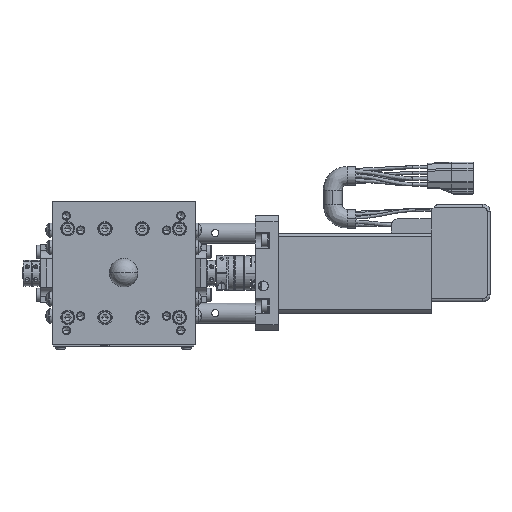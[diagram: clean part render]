
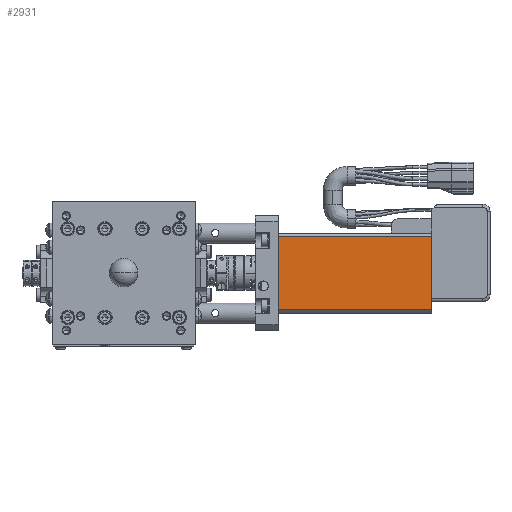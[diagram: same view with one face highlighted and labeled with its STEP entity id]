
A CAD part, top view. The second image highlights one B-rep face of the part: STEP entity #2931.
In plain terms, the highlighted planar face has unit normal (0, 0, 1).
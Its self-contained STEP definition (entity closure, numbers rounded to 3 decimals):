
#2931=ADVANCED_FACE('',(#29757),#29756,.F.);
#29756=PLANE('',#49142);
#29757=FACE_OUTER_BOUND('',#49143,.T.);
#49139=CARTESIAN_POINT('',(48.65,-15.414,22.));
#49140=DIRECTION('',(0.,0.,-1.));
#49141=DIRECTION('',(0.,1.,0.));
#49142=AXIS2_PLACEMENT_3D('',#49139,#49140,#49141);
#49143=EDGE_LOOP('',(#63217,#63218,#63219,#63220));
#63217=ORIENTED_EDGE('',*,*,#70251,.F.);
#63218=ORIENTED_EDGE('',*,*,#70219,.T.);
#63219=ORIENTED_EDGE('',*,*,#70252,.F.);
#63220=ORIENTED_EDGE('',*,*,#70253,.F.);
#70219=EDGE_CURVE('',#113478,#113471,#113479,.T.);
#70251=EDGE_CURVE('',#113478,#113699,#113700,.T.);
#70252=EDGE_CURVE('',#113706,#113471,#113707,.T.);
#70253=EDGE_CURVE('',#113699,#113706,#113713,.T.);
#113471=VERTEX_POINT('',#143207);
#113478=VERTEX_POINT('',#143212);
#113479=LINE('',#143213,#143214);
#113699=VERTEX_POINT('',#143385);
#113700=LINE('',#143386,#143387);
#113706=VERTEX_POINT('',#143389);
#113707=LINE('',#143390,#143391);
#113713=LINE('',#143393,#143394);
#143207=CARTESIAN_POINT('',(54.,-12.845,22.));
#143212=CARTESIAN_POINT('',(54.,12.845,22.));
#143213=CARTESIAN_POINT('',(54.,12.845,22.));
#143214=VECTOR('',#143215,25.69);
#143215=DIRECTION('',(0.,-1.,0.));
#143385=CARTESIAN_POINT('',(107.5,12.845,22.));
#143386=CARTESIAN_POINT('',(54.,12.845,22.));
#143387=VECTOR('',#143388,53.5);
#143388=DIRECTION('',(1.,0.,0.));
#143389=CARTESIAN_POINT('',(107.5,-12.845,22.));
#143390=CARTESIAN_POINT('',(107.5,-12.845,22.));
#143391=VECTOR('',#143392,53.5);
#143392=DIRECTION('',(-1.,0.,0.));
#143393=CARTESIAN_POINT('',(107.5,12.845,22.));
#143394=VECTOR('',#143395,25.69);
#143395=DIRECTION('',(0.,-1.,0.));
